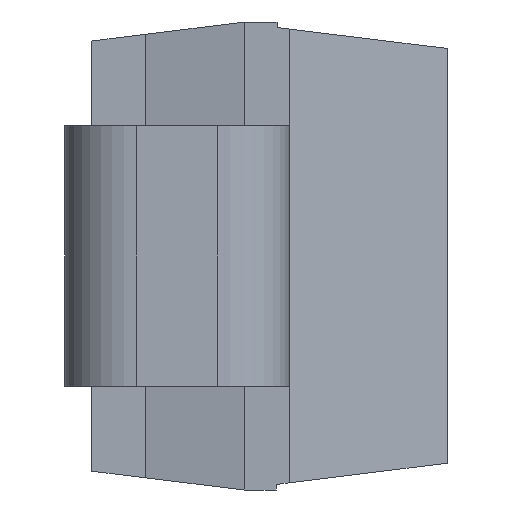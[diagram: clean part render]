
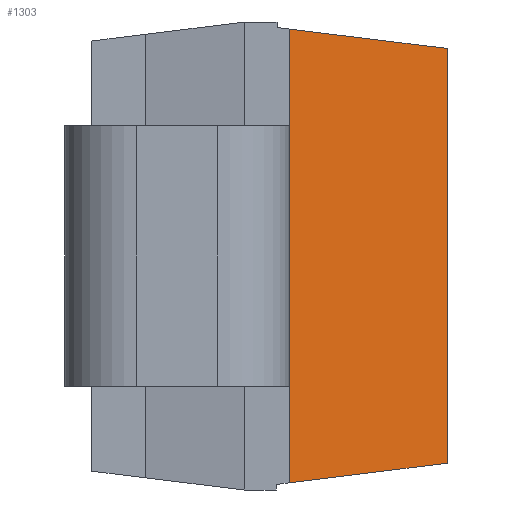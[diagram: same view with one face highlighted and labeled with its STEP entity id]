
A CAD part, front view. The second image highlights one B-rep face of the part: STEP entity #1303.
In plain terms, the highlighted planar face has unit normal (0.166, -0.986, 0).
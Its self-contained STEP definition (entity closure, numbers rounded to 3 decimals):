
#393=DIRECTION('',(0.,0.,1.));
#394=VECTOR('',#393,2.308);
#395=CARTESIAN_POINT('',(0.879,-1.97,
-1.153));
#396=LINE('',#395,#394);
#397=DIRECTION('',(-0.979,-0.165,-0.122));
#398=VECTOR('',#397,0.898);
#399=CARTESIAN_POINT('',(0.879,-1.97,
-1.153));
#400=LINE('',#399,#398);
#401=DIRECTION('',(0.,0.,1.));
#402=VECTOR('',#401,2.526);
#403=CARTESIAN_POINT('',(0.,-2.118,-1.263));
#404=LINE('',#403,#402);
#405=DIRECTION('',(0.979,0.165,-0.12));
#406=VECTOR('',#405,0.898);
#407=CARTESIAN_POINT('',(0.,-2.118,1.263));
#408=LINE('',#407,#406);
#599=CARTESIAN_POINT('',(0.,-2.118,-1.263));
#600=VERTEX_POINT('',#599);
#603=CARTESIAN_POINT('',(0.,-2.118,1.263));
#604=VERTEX_POINT('',#603);
#709=CARTESIAN_POINT('',(0.879,-1.97,
-1.153));
#710=CARTESIAN_POINT('',(0.879,-1.97,1.155));
#711=VERTEX_POINT('',#709);
#712=VERTEX_POINT('',#710);
#1292=CARTESIAN_POINT('',(0.,-2.118,-1.303));
#1293=DIRECTION('',(0.166,-0.986,0.));
#1294=DIRECTION('',(0.986,0.166,0.));
#1295=AXIS2_PLACEMENT_3D('',#1292,#1293,#1294);
#1296=PLANE('',#1295);
#1297=ORIENTED_EDGE('',*,*,#1222,.F.);
#1298=ORIENTED_EDGE('',*,*,#1207,.T.);
#1299=ORIENTED_EDGE('',*,*,#1102,.T.);
#1300=ORIENTED_EDGE('',*,*,#1280,.T.);
#1301=EDGE_LOOP('',(#1297,#1298,#1299,#1300));
#1302=FACE_OUTER_BOUND('',#1301,.F.);
#1102=EDGE_CURVE('',#600,#604,#404,.T.);
#1207=EDGE_CURVE('',#711,#600,#400,.T.);
#1222=EDGE_CURVE('',#711,#712,#396,.T.);
#1280=EDGE_CURVE('',#604,#712,#408,.T.);
#1303=ADVANCED_FACE('',(#1302),#1296,.T.);
